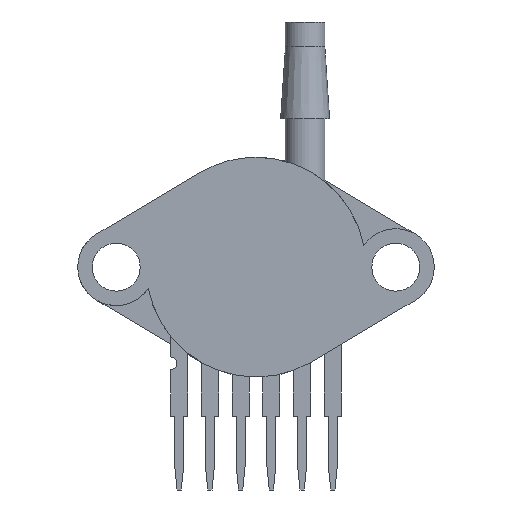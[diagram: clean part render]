
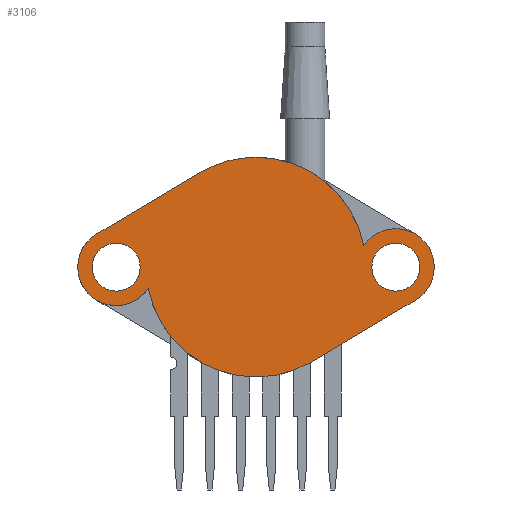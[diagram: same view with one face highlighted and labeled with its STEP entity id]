
A CAD part, front view. The second image highlights one B-rep face of the part: STEP entity #3106.
In plain terms, the highlighted planar face has unit normal (0, -1, 0).
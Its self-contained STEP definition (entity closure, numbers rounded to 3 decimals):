
#20 = CARTESIAN_POINT ( 'NONE',  ( -13.147, -4.003, 15.07 ) ) ;
#42 = EDGE_CURVE ( 'NONE', #1523, #693, #2762, .T. ) ;
#63 = CARTESIAN_POINT ( 'NONE',  ( -4.638, -4.003, 20.126 ) ) ;
#127 = VERTEX_POINT ( 'NONE', #3602 ) ;
#157 = CARTESIAN_POINT ( 'NONE',  ( 11.555, -4.003, 12.32 ) ) ;
#258 = CARTESIAN_POINT ( 'NONE',  ( 0., -4.003, 12.32 ) ) ;
#303 = AXIS2_PLACEMENT_3D ( 'NONE', #3898, #1709, #3137 ) ;
#305 = DIRECTION ( 'NONE',  ( 0., 1., 0. ) ) ;
#313 = ORIENTED_EDGE ( 'NONE', *, *, #2863, .F. ) ;
#378 = CARTESIAN_POINT ( 'NONE',  ( 11.555, -4.003, 12.32 ) ) ;
#380 = ORIENTED_EDGE ( 'NONE', *, *, #407, .F. ) ;
#407 = EDGE_CURVE ( 'NONE', #693, #3123, #4489, .T. ) ;
#437 = CARTESIAN_POINT ( 'NONE',  ( 11.555, -4.003, 14.303 ) ) ;
#525 = VERTEX_POINT ( 'NONE', #1138 ) ;
#546 = VERTEX_POINT ( 'NONE', #20 ) ;
#567 = CARTESIAN_POINT ( 'NONE',  ( 4.638, -4.003, 4.514 ) ) ;
#577 = VECTOR ( 'NONE', #3770, 1000. ) ;
#629 = DIRECTION ( 'NONE',  ( 0., 1., 0. ) ) ;
#693 = VERTEX_POINT ( 'NONE', #769 ) ;
#708 = ORIENTED_EDGE ( 'NONE', *, *, #3637, .F. ) ;
#719 = CARTESIAN_POINT ( 'NONE',  ( 13.147, -4.003, 9.57 ) ) ;
#736 = VERTEX_POINT ( 'NONE', #437 ) ;
#769 = CARTESIAN_POINT ( 'NONE',  ( 13.147, -4.003, 9.57 ) ) ;
#790 = EDGE_CURVE ( 'NONE', #1629, #3096, #3367, .T. ) ;
#884 = CARTESIAN_POINT ( 'NONE',  ( 0., -4.003, 21.4 ) ) ;
#897 = EDGE_CURVE ( 'NONE', #3123, #2272, #3409, .T. ) ;
#919 = DIRECTION ( 'NONE',  ( 0., 0., 1. ) ) ;
#936 = CIRCLE ( 'NONE', #4281, 1.982 ) ;
#943 = DIRECTION ( 'NONE',  ( 0., 1., 0. ) ) ;
#1031 = CARTESIAN_POINT ( 'NONE',  ( -8.908, -4.003, 10.562 ) ) ;
#1093 = DIRECTION ( 'NONE',  ( 0., 1., 0. ) ) ;
#1138 = CARTESIAN_POINT ( 'NONE',  ( 11.555, -4.003, 10.338 ) ) ;
#1153 = CIRCLE ( 'NONE', #3556, 1.982 ) ;
#1174 = EDGE_CURVE ( 'NONE', #736, #525, #936, .T. ) ;
#1251 = PLANE ( 'NONE',  #2929 ) ;
#1271 = DIRECTION ( 'NONE',  ( 0.86, 0., 0.511 ) ) ;
#1299 = ORIENTED_EDGE ( 'NONE', *, *, #3486, .T. ) ;
#1344 = CIRCLE ( 'NONE', #4507, 1.982 ) ;
#1408 = DIRECTION ( 'NONE',  ( 0., -1., 0. ) ) ;
#1447 = CARTESIAN_POINT ( 'NONE',  ( 11.555, -4.003, 12.32 ) ) ;
#1477 = DIRECTION ( 'NONE',  ( 0., 0., 1. ) ) ;
#1523 = VERTEX_POINT ( 'NONE', #4516 ) ;
#1626 = DIRECTION ( 'NONE',  ( 0., 1., 0. ) ) ;
#1629 = VERTEX_POINT ( 'NONE', #63 ) ;
#1638 = LINE ( 'NONE', #1976, #4178 ) ;
#1709 = DIRECTION ( 'NONE',  ( 0., 1., 0. ) ) ;
#1730 = DIRECTION ( 'NONE',  ( 0., 1., 0. ) ) ;
#1899 = FACE_OUTER_BOUND ( 'NONE', #3150, .T. ) ;
#1963 = VERTEX_POINT ( 'NONE', #4743 ) ;
#1976 = CARTESIAN_POINT ( 'NONE',  ( -13.147, -4.003, 15.07 ) ) ;
#2121 = DIRECTION ( 'NONE',  ( 0., 0., 1. ) ) ;
#2180 = DIRECTION ( 'NONE',  ( 0., 0., 1. ) ) ;
#2200 = DIRECTION ( 'NONE',  ( 0., 0., 1. ) ) ;
#2252 = ORIENTED_EDGE ( 'NONE', *, *, #897, .F. ) ;
#2272 = VERTEX_POINT ( 'NONE', #1031 ) ;
#2302 = ORIENTED_EDGE ( 'NONE', *, *, #4654, .F. ) ;
#2309 = AXIS2_PLACEMENT_3D ( 'NONE', #157, #1626, #919 ) ;
#2389 = AXIS2_PLACEMENT_3D ( 'NONE', #378, #2971, #3713 ) ;
#2491 = DIRECTION ( 'NONE',  ( 0., 1., 0. ) ) ;
#2730 = ORIENTED_EDGE ( 'NONE', *, *, #3919, .F. ) ;
#2746 = FACE_BOUND ( 'NONE', #3241, .T. ) ;
#2762 = CIRCLE ( 'NONE', #4772, 3.177 ) ;
#2842 = CARTESIAN_POINT ( 'NONE',  ( -11.555, -4.003, 12.32 ) ) ;
#2863 = EDGE_CURVE ( 'NONE', #3096, #127, #4480, .T. ) ;
#2890 = CARTESIAN_POINT ( 'NONE',  ( 0., -4.003, 12.32 ) ) ;
#2921 = EDGE_CURVE ( 'NONE', #3887, #1963, #1153, .T. ) ;
#2929 = AXIS2_PLACEMENT_3D ( 'NONE', #3191, #1408, #3171 ) ;
#2971 = DIRECTION ( 'NONE',  ( 0., 1., 0. ) ) ;
#3006 = AXIS2_PLACEMENT_3D ( 'NONE', #258, #2491, #4255 ) ;
#3096 = VERTEX_POINT ( 'NONE', #884 ) ;
#3106 = ADVANCED_FACE ( 'NONE', ( #4574, #2746, #1899 ), #1251, .T. ) ;
#3123 = VERTEX_POINT ( 'NONE', #567 ) ;
#3137 = DIRECTION ( 'NONE',  ( 0., 0., 1. ) ) ;
#3150 = EDGE_LOOP ( 'NONE', ( #2302, #2252, #380, #3537, #2730, #313, #4671, #708 ) ) ;
#3171 = DIRECTION ( 'NONE',  ( 0., 0., -1. ) ) ;
#3191 = CARTESIAN_POINT ( 'NONE',  ( 0., -4.003, 12.32 ) ) ;
#3219 = DIRECTION ( 'NONE',  ( 0., 0., 1. ) ) ;
#3241 = EDGE_LOOP ( 'NONE', ( #4445, #1299 ) ) ;
#3275 = CARTESIAN_POINT ( 'NONE',  ( -11.555, -4.003, 10.338 ) ) ;
#3344 = AXIS2_PLACEMENT_3D ( 'NONE', #2890, #1093, #2200 ) ;
#3367 = CIRCLE ( 'NONE', #3995, 9.08 ) ;
#3409 = CIRCLE ( 'NONE', #3344, 9.08 ) ;
#3486 = EDGE_CURVE ( 'NONE', #525, #736, #3643, .T. ) ;
#3491 = CARTESIAN_POINT ( 'NONE',  ( 0., -4.003, 12.32 ) ) ;
#3537 = ORIENTED_EDGE ( 'NONE', *, *, #42, .F. ) ;
#3556 = AXIS2_PLACEMENT_3D ( 'NONE', #4650, #943, #2180 ) ;
#3602 = CARTESIAN_POINT ( 'NONE',  ( 8.908, -4.003, 14.078 ) ) ;
#3622 = DIRECTION ( 'NONE',  ( 0., 1., 0. ) ) ;
#3637 = EDGE_CURVE ( 'NONE', #546, #1629, #1638, .T. ) ;
#3643 = CIRCLE ( 'NONE', #2309, 1.982 ) ;
#3687 = ORIENTED_EDGE ( 'NONE', *, *, #2921, .T. ) ;
#3713 = DIRECTION ( 'NONE',  ( 0., 0., 1. ) ) ;
#3770 = DIRECTION ( 'NONE',  ( -0.86, 0., -0.511 ) ) ;
#3869 = EDGE_LOOP ( 'NONE', ( #4266, #3687 ) ) ;
#3887 = VERTEX_POINT ( 'NONE', #3275 ) ;
#3898 = CARTESIAN_POINT ( 'NONE',  ( -11.555, -4.003, 12.32 ) ) ;
#3919 = EDGE_CURVE ( 'NONE', #127, #1523, #3966, .T. ) ;
#3966 = CIRCLE ( 'NONE', #2389, 3.177 ) ;
#3995 = AXIS2_PLACEMENT_3D ( 'NONE', #3491, #1730, #4659 ) ;
#4117 = CIRCLE ( 'NONE', #303, 3.177 ) ;
#4178 = VECTOR ( 'NONE', #1271, 1000. ) ;
#4255 = DIRECTION ( 'NONE',  ( 0., 0., 1. ) ) ;
#4266 = ORIENTED_EDGE ( 'NONE', *, *, #4502, .T. ) ;
#4281 = AXIS2_PLACEMENT_3D ( 'NONE', #1447, #629, #2121 ) ;
#4445 = ORIENTED_EDGE ( 'NONE', *, *, #1174, .T. ) ;
#4480 = CIRCLE ( 'NONE', #3006, 9.08 ) ;
#4489 = LINE ( 'NONE', #719, #577 ) ;
#4502 = EDGE_CURVE ( 'NONE', #1963, #3887, #1344, .T. ) ;
#4507 = AXIS2_PLACEMENT_3D ( 'NONE', #2842, #3622, #1477 ) ;
#4516 = CARTESIAN_POINT ( 'NONE',  ( 11.555, -4.003, 15.498 ) ) ;
#4574 = FACE_BOUND ( 'NONE', #3869, .T. ) ;
#4650 = CARTESIAN_POINT ( 'NONE',  ( -11.555, -4.003, 12.32 ) ) ;
#4654 = EDGE_CURVE ( 'NONE', #2272, #546, #4117, .T. ) ;
#4659 = DIRECTION ( 'NONE',  ( 0., 0., 1. ) ) ;
#4671 = ORIENTED_EDGE ( 'NONE', *, *, #790, .F. ) ;
#4692 = CARTESIAN_POINT ( 'NONE',  ( 11.555, -4.003, 12.32 ) ) ;
#4743 = CARTESIAN_POINT ( 'NONE',  ( -11.555, -4.003, 14.303 ) ) ;
#4772 = AXIS2_PLACEMENT_3D ( 'NONE', #4692, #305, #3219 ) ;
